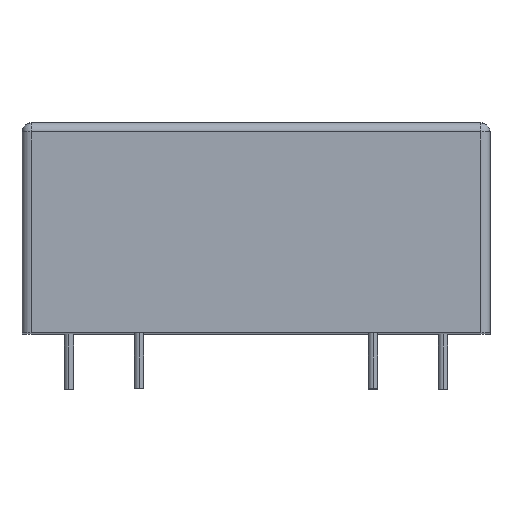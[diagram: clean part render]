
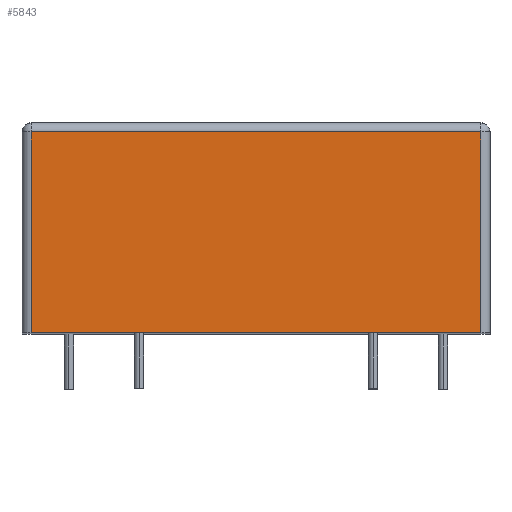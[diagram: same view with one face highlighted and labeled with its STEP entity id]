
A CAD part, top view. The second image highlights one B-rep face of the part: STEP entity #5843.
In plain terms, the highlighted planar face has unit normal (0, 0, 1).
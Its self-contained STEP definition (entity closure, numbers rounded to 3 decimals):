
#596 = VECTOR ( 'NONE', #6584, 1000. ) ;
#1284 = VERTEX_POINT ( 'NONE', #4487 ) ;
#1597 = VERTEX_POINT ( 'NONE', #7308 ) ;
#1736 = CARTESIAN_POINT ( 'NONE',  ( -25.4, 0., 38.1 ) ) ;
#1869 = EDGE_CURVE ( 'NONE', #1284, #6552, #9521, .T. ) ;
#2117 = VECTOR ( 'NONE', #7347, 1000. ) ;
#2172 = ORIENTED_EDGE ( 'NONE', *, *, #7084, .T. ) ;
#2537 = CARTESIAN_POINT ( 'NONE',  ( -24.4, 21.8, 38.1 ) ) ;
#2795 = DIRECTION ( 'NONE',  ( -1., 0., 0. ) ) ;
#2862 = VERTEX_POINT ( 'NONE', #9312 ) ;
#3423 = AXIS2_PLACEMENT_3D ( 'NONE', #5067, #11695, #2795 ) ;
#3503 = CARTESIAN_POINT ( 'NONE',  ( 24.4, 22.8, 38.1 ) ) ;
#3535 = LINE ( 'NONE', #1736, #4909 ) ;
#4319 = ORIENTED_EDGE ( 'NONE', *, *, #1869, .T. ) ;
#4487 = CARTESIAN_POINT ( 'NONE',  ( 24.4, 21.8, 38.1 ) ) ;
#4867 = PLANE ( 'NONE',  #3423 ) ;
#4909 = VECTOR ( 'NONE', #10369, 1000. ) ;
#5067 = CARTESIAN_POINT ( 'NONE',  ( -25.4, 22.8, 38.1 ) ) ;
#5296 = LINE ( 'NONE', #8308, #2117 ) ;
#5382 = ORIENTED_EDGE ( 'NONE', *, *, #9202, .T. ) ;
#5843 = ADVANCED_FACE ( 'NONE', ( #8012 ), #4867, .F. ) ;
#6428 = ORIENTED_EDGE ( 'NONE', *, *, #9841, .T. ) ;
#6552 = VERTEX_POINT ( 'NONE', #2537 ) ;
#6584 = DIRECTION ( 'NONE',  ( 0., 1., 0. ) ) ;
#6800 = VECTOR ( 'NONE', #9335, 1000. ) ;
#7084 = EDGE_CURVE ( 'NONE', #6552, #2862, #5296, .T. ) ;
#7308 = CARTESIAN_POINT ( 'NONE',  ( 24.4, 0., 38.1 ) ) ;
#7347 = DIRECTION ( 'NONE',  ( 0., -1., 0. ) ) ;
#8012 = FACE_OUTER_BOUND ( 'NONE', #12197, .T. ) ;
#8308 = CARTESIAN_POINT ( 'NONE',  ( -24.4, 22.8, 38.1 ) ) ;
#9202 = EDGE_CURVE ( 'NONE', #1597, #1284, #11490, .T. ) ;
#9312 = CARTESIAN_POINT ( 'NONE',  ( -24.4, 0., 38.1 ) ) ;
#9335 = DIRECTION ( 'NONE',  ( -1., 0., 0. ) ) ;
#9521 = LINE ( 'NONE', #11214, #6800 ) ;
#9841 = EDGE_CURVE ( 'NONE', #2862, #1597, #3535, .T. ) ;
#10369 = DIRECTION ( 'NONE',  ( 1., 0., 0. ) ) ;
#11214 = CARTESIAN_POINT ( 'NONE',  ( -25.4, 21.8, 38.1 ) ) ;
#11490 = LINE ( 'NONE', #3503, #596 ) ;
#11695 = DIRECTION ( 'NONE',  ( 0., 0., -1. ) ) ;
#12197 = EDGE_LOOP ( 'NONE', ( #6428, #5382, #4319, #2172 ) ) ;
